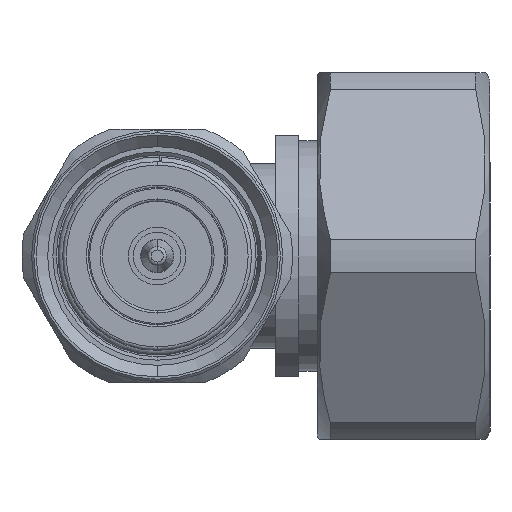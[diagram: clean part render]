
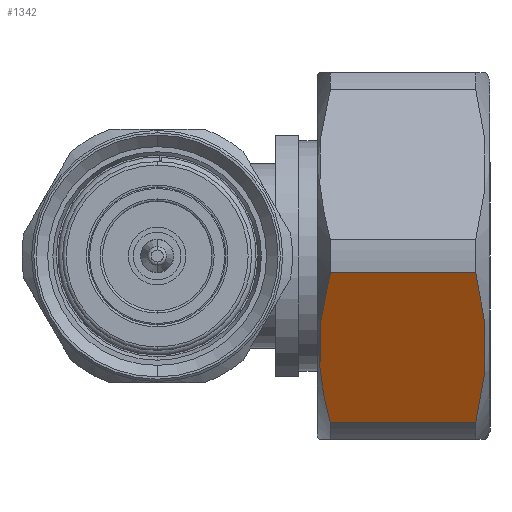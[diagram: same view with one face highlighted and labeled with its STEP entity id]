
A CAD part, left-side view. The second image highlights one B-rep face of the part: STEP entity #1342.
In plain terms, the highlighted face is planar.
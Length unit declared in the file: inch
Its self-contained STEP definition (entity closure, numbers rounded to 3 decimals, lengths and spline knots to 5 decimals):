
#306 = CARTESIAN_POINT ( 'NONE',  ( 0.55672, 0.62325, -0.17481 ) ) ;
#355 = CARTESIAN_POINT ( 'NONE',  ( 0.5297, 0.69153, -0.05651 ) ) ;
#723 = CARTESIAN_POINT ( 'NONE',  ( 0.03331, 0.39488, -0.57051 ) ) ;
#778 = CARTESIAN_POINT ( 'NONE',  ( 0.02225, 0.41934, -0.52813 ) ) ;
#915 = PLANE ( 'NONE',  #1962 ) ;
#1015 = ORIENTED_EDGE ( 'NONE', *, *, #6192, .T. ) ;
#1042 = VERTEX_POINT ( 'NONE', #3544 ) ;
#1148 = CARTESIAN_POINT ( 'NONE',  ( 0.56347, 0.49086, -0.40421 ) ) ;
#1177 = CARTESIAN_POINT ( 'NONE',  ( 0.03331, 0.69153, -0.05651 ) ) ;
#1183 = ORIENTED_EDGE ( 'NONE', *, *, #5636, .T. ) ;
#1212 = CARTESIAN_POINT ( 'NONE',  ( 0.55971, 0.47429, -0.43292 ) ) ;
#1266 = CARTESIAN_POINT ( 'NONE',  ( 0.55837, 0.46912, -0.44188 ) ) ;
#1329 = CARTESIAN_POINT ( 'NONE',  ( 0.5297, 0.39488, -0.57051 ) ) ;
#1342 = ADVANCED_FACE ( 'NONE', ( #7107 ), #915, .T. ) ;
#1552 = DIRECTION ( 'NONE',  ( -1., 0., 0. ) ) ;
#1583 = ORIENTED_EDGE ( 'NONE', *, *, #7490, .T. ) ;
#1962 = AXIS2_PLACEMENT_3D ( 'NONE', #9742, #6228, #5350 ) ;
#2115 = DIRECTION ( 'NONE',  ( 1., 0., 0. ) ) ;
#2183 = CARTESIAN_POINT ( 'NONE',  ( 0.55775, 0.61956, -0.18122 ) ) ;
#2246 = CARTESIAN_POINT ( 'NONE',  ( 0.56154, 0.60553, -0.20553 ) ) ;
#2613 = CARTESIAN_POINT ( 'NONE',  ( 0.00121, 0.4936, -0.39945 ) ) ;
#2934 = CARTESIAN_POINT ( 'NONE',  ( 0.55191, 0.44503, -0.48361 ) ) ;
#3278 = B_SPLINE_CURVE_WITH_KNOTS ( 'NONE', 3,
 ( #355, #5647, #7516, #8322, #8265, #306, #10918, #2183, #9269, #4899, #2246, #8207, #4844, #5831, #10292, #11097, #11043, #8392, #1148, #3807, #1212, #9208, #4673, #3982, #1266, #2934, #6584, #1329 ),
 .UNSPECIFIED., .F., .F.,
 ( 4, 1, 1, 1, 1, 1, 2, 2, 1, 1, 2, 2, 1, 1, 1, 1, 1, 2, 2, 4 ),
 ( 0., 0.125, 0.1875, 0.21875, 0.23438, 0.24219, 0.24609, 0.25, 0.375, 0.4375, 0.46875, 0.5, 0.625, 0.6875, 0.71875, 0.73438, 0.74219, 0.74609, 0.75, 1. ),
 .UNSPECIFIED. ) ;
#3456 = EDGE_CURVE ( 'NONE', #7902, #8200, #7132, .T. ) ;
#3544 = CARTESIAN_POINT ( 'NONE',  ( 0.5297, 0.39488, -0.57051 ) ) ;
#3807 = CARTESIAN_POINT ( 'NONE',  ( 0.56106, 0.47982, -0.42333 ) ) ;
#3982 = CARTESIAN_POINT ( 'NONE',  ( 0.55848, 0.46954, -0.44115 ) ) ;
#4291 = CARTESIAN_POINT ( 'NONE',  ( -0.0019, 0.56855, -0.26959 ) ) ;
#4673 = CARTESIAN_POINT ( 'NONE',  ( 0.55869, 0.47033, -0.43977 ) ) ;
#4844 = CARTESIAN_POINT ( 'NONE',  ( 0.56761, 0.56522, -0.27537 ) ) ;
#4899 = CARTESIAN_POINT ( 'NONE',  ( 0.55805, 0.61847, -0.18309 ) ) ;
#4929 = VERTEX_POINT ( 'NONE', #10106 ) ;
#5350 = DIRECTION ( 'NONE',  ( -1., 0., 0. ) ) ;
#5636 = EDGE_CURVE ( 'NONE', #1042, #8200, #9317, .T. ) ;
#5647 = CARTESIAN_POINT ( 'NONE',  ( 0.53601, 0.67884, -0.07849 ) ) ;
#5831 = CARTESIAN_POINT ( 'NONE',  ( 0.5681, 0.556, -0.29133 ) ) ;
#5971 = CARTESIAN_POINT ( 'NONE',  ( 0.01341, 0.6426, -0.14129 ) ) ;
#6024 = CARTESIAN_POINT ( 'NONE',  ( -0.00198, 0.51874, -0.3559 ) ) ;
#6192 = EDGE_CURVE ( 'NONE', #4929, #1042, #3278, .T. ) ;
#6228 = DIRECTION ( 'NONE',  ( 0., 0.866, -0.5 ) ) ;
#6584 = CARTESIAN_POINT ( 'NONE',  ( 0.54238, 0.42041, -0.52627 ) ) ;
#6907 = CARTESIAN_POINT ( 'NONE',  ( 0.01335, 0.44395, -0.48548 ) ) ;
#7107 = FACE_OUTER_BOUND ( 'NONE', #9603, .T. ) ;
#7132 = B_SPLINE_CURVE_WITH_KNOTS ( 'NONE', 3,
 ( #8645, #11358, #5971, #10484, #4291, #6024, #2613, #6907, #778, #723 ),
 .UNSPECIFIED., .F., .F.,
 ( 4, 2, 2, 2, 4 ),
 ( 0.00001, 0.00379, 0.00757, 0.01135, 0.01514 ),
 .UNSPECIFIED. ) ;
#7457 = VECTOR ( 'NONE', #2115, 39.37008 ) ;
#7490 = EDGE_CURVE ( 'NONE', #7902, #4929, #7550, .T. ) ;
#7516 = CARTESIAN_POINT ( 'NONE',  ( 0.54429, 0.66015, -0.11089 ) ) ;
#7550 = LINE ( 'NONE', #10089, #7457 ) ;
#7792 = CARTESIAN_POINT ( 'NONE',  ( -0.44331, 0.39488, -0.57051 ) ) ;
#7902 = VERTEX_POINT ( 'NONE', #1177 ) ;
#8177 = ORIENTED_EDGE ( 'NONE', *, *, #3456, .F. ) ;
#8200 = VERTEX_POINT ( 'NONE', #8704 ) ;
#8207 = CARTESIAN_POINT ( 'NONE',  ( 0.56536, 0.58682, -0.23794 ) ) ;
#8265 = CARTESIAN_POINT ( 'NONE',  ( 0.5552, 0.62845, -0.16581 ) ) ;
#8322 = CARTESIAN_POINT ( 'NONE',  ( 0.5519, 0.63892, -0.14767 ) ) ;
#8392 = CARTESIAN_POINT ( 'NONE',  ( 0.56717, 0.51281, -0.36617 ) ) ;
#8645 = CARTESIAN_POINT ( 'NONE',  ( 0.03331, 0.69153, -0.05651 ) ) ;
#8704 = CARTESIAN_POINT ( 'NONE',  ( 0.03331, 0.39488, -0.57051 ) ) ;
#9208 = CARTESIAN_POINT ( 'NONE',  ( 0.559, 0.47152, -0.43771 ) ) ;
#9269 = CARTESIAN_POINT ( 'NONE',  ( 0.55795, 0.61882, -0.1825 ) ) ;
#9317 = LINE ( 'NONE', #7792, #9681 ) ;
#9603 = EDGE_LOOP ( 'NONE', ( #8177, #1583, #1015, #1183 ) ) ;
#9681 = VECTOR ( 'NONE', #1552, 39.37008 ) ;
#9742 = CARTESIAN_POINT ( 'NONE',  ( 0.24669, 0.3622, -0.62713 ) ) ;
#10089 = CARTESIAN_POINT ( 'NONE',  ( -0.44331, 0.69153, -0.05651 ) ) ;
#10106 = CARTESIAN_POINT ( 'NONE',  ( 0.5297, 0.69153, -0.05651 ) ) ;
#10292 = CARTESIAN_POINT ( 'NONE',  ( 0.56833, 0.54987, -0.30196 ) ) ;
#10484 = CARTESIAN_POINT ( 'NONE',  ( 0.00131, 0.59332, -0.22668 ) ) ;
#10918 = CARTESIAN_POINT ( 'NONE',  ( 0.55745, 0.62067, -0.1793 ) ) ;
#11043 = CARTESIAN_POINT ( 'NONE',  ( 0.56842, 0.53143, -0.33391 ) ) ;
#11097 = CARTESIAN_POINT ( 'NONE',  ( 0.56839, 0.54684, -0.30721 ) ) ;
#11358 = CARTESIAN_POINT ( 'NONE',  ( 0.02226, 0.66712, -0.09882 ) ) ;
